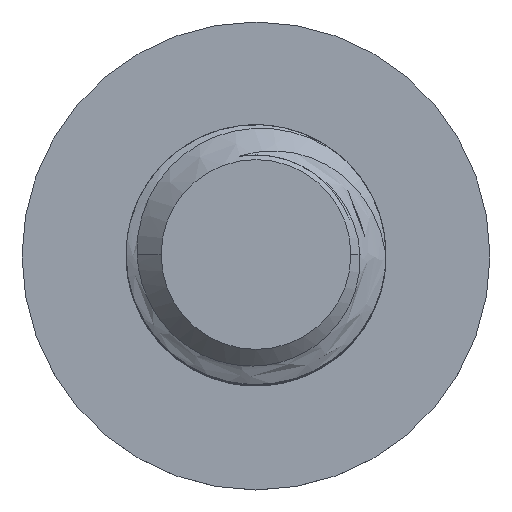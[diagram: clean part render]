
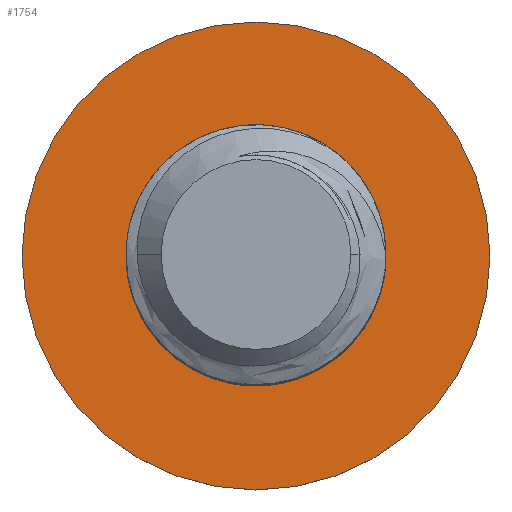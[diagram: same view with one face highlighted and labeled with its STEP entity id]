
A CAD part, top view. The second image highlights one B-rep face of the part: STEP entity #1754.
In plain terms, the highlighted face is planar.
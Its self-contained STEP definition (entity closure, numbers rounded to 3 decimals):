
#22=FACE_BOUND('',#281,.T.);
#31=PLANE('',#1891);
#64=CIRCLE('',#1813,1.25);
#68=CIRCLE('',#1854,1.25);
#69=CIRCLE('',#1856,2.25);
#85=CIRCLE('',#1890,2.25);
#86=CIRCLE('',#1892,1.25);
#87=CIRCLE('',#1893,1.25);
#180=FACE_OUTER_BOUND('',#280,.T.);
#280=EDGE_LOOP('',(#1415,#1416));
#281=EDGE_LOOP('',(#1417,#1418,#1419,#1420));
#675=VERTEX_POINT('',#2991);
#676=VERTEX_POINT('',#2993);
#756=VERTEX_POINT('',#3816);
#757=VERTEX_POINT('',#3818);
#758=VERTEX_POINT('',#3825);
#759=VERTEX_POINT('',#3826);
#884=EDGE_CURVE('',#675,#676,#64,.T.);
#999=EDGE_CURVE('',#756,#757,#68,.T.);
#1001=EDGE_CURVE('',#758,#759,#69,.T.);
#1039=EDGE_CURVE('',#759,#758,#85,.T.);
#1040=EDGE_CURVE('',#757,#675,#86,.T.);
#1041=EDGE_CURVE('',#676,#756,#87,.T.);
#1415=ORIENTED_EDGE('',*,*,#1001,.F.);
#1416=ORIENTED_EDGE('',*,*,#1039,.F.);
#1417=ORIENTED_EDGE('',*,*,#1040,.F.);
#1418=ORIENTED_EDGE('',*,*,#999,.F.);
#1419=ORIENTED_EDGE('',*,*,#1041,.F.);
#1420=ORIENTED_EDGE('',*,*,#884,.F.);
#1754=ADVANCED_FACE('',(#180,#22),#31,.T.);
#1813=AXIS2_PLACEMENT_3D('',#2994,#2012,#2013);
#1854=AXIS2_PLACEMENT_3D('',#3819,#2132,#2133);
#1856=AXIS2_PLACEMENT_3D('',#3827,#2136,#2137);
#1890=AXIS2_PLACEMENT_3D('',#3942,#2219,#2220);
#1891=AXIS2_PLACEMENT_3D('',#3943,#2221,#2222);
#1892=AXIS2_PLACEMENT_3D('',#3944,#2223,#2224);
#1893=AXIS2_PLACEMENT_3D('',#3945,#2225,#2226);
#2012=DIRECTION('center_axis',(0.,0.,-1.));
#2013=DIRECTION('ref_axis',(-1.,0.,0.));
#2132=DIRECTION('center_axis',(0.,0.,-1.));
#2133=DIRECTION('ref_axis',(-1.,0.,0.));
#2136=DIRECTION('center_axis',(0.,0.,1.));
#2137=DIRECTION('ref_axis',(1.,0.,0.));
#2219=DIRECTION('center_axis',(0.,0.,1.));
#2220=DIRECTION('ref_axis',(1.,0.,0.));
#2221=DIRECTION('center_axis',(0.,0.,-1.));
#2222=DIRECTION('ref_axis',(-1.,0.,0.));
#2223=DIRECTION('center_axis',(0.,0.,-1.));
#2224=DIRECTION('ref_axis',(-1.,0.,0.));
#2225=DIRECTION('center_axis',(0.,0.,-1.));
#2226=DIRECTION('ref_axis',(-1.,0.,0.));
#2991=CARTESIAN_POINT('',(1.25,0.,-1.5));
#2993=CARTESIAN_POINT('',(1.019,-0.724,-1.5));
#2994=CARTESIAN_POINT('Origin',(0.,0.,-1.5));
#3816=CARTESIAN_POINT('',(-1.25,0.,-1.5));
#3818=CARTESIAN_POINT('',(1.233,0.208,-1.5));
#3819=CARTESIAN_POINT('Origin',(0.,0.,-1.5));
#3825=CARTESIAN_POINT('',(2.25,0.,-1.5));
#3826=CARTESIAN_POINT('',(-2.25,0.,-1.5));
#3827=CARTESIAN_POINT('Origin',(0.,0.,-1.5));
#3942=CARTESIAN_POINT('Origin',(0.,0.,-1.5));
#3943=CARTESIAN_POINT('Origin',(2.25,0.,-1.5));
#3944=CARTESIAN_POINT('Origin',(0.,0.,-1.5));
#3945=CARTESIAN_POINT('Origin',(0.,0.,-1.5));
